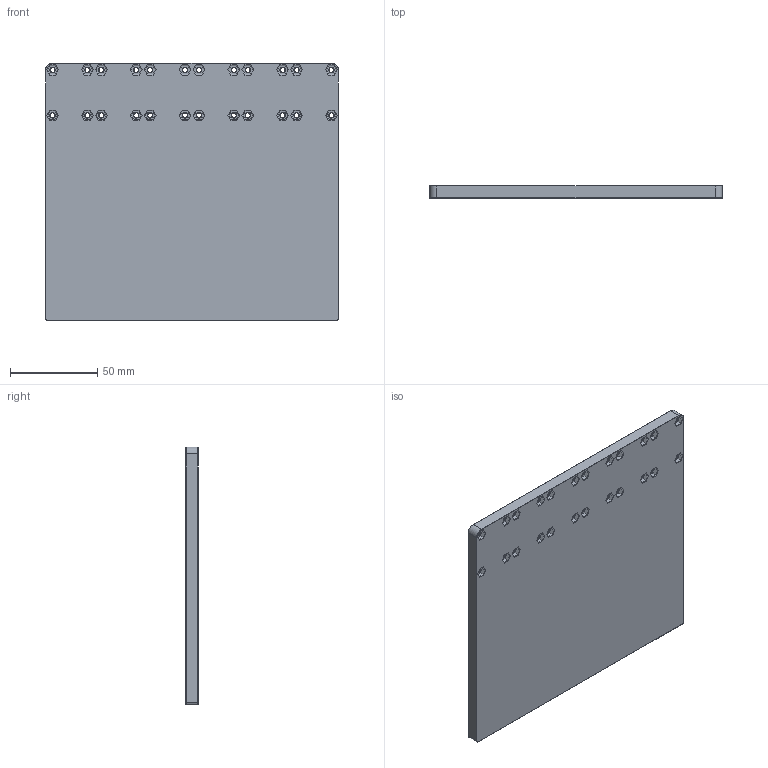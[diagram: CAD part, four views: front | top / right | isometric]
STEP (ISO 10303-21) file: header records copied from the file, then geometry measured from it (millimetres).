
FILE_DESCRIPTION(/* description */ (''),/* implementation_level */ '2;1');
FILE_NAME(/* name */ 'base 1660-1 3dp.step',/* time_stamp */ '2023-01-10T20:21:37+01:00',/* author */ (''),/* organization */ (''),/* preprocessor_version */ 'ST-DEVELOPER v19.2',/* originating_system */ 'Autodesk Translation Framework v11.17.0.187',/* authorisation */ '');
FILE_SCHEMA (('AUTOMOTIVE_DESIGN { 1 0 10303 214 3 1 1 }'));
Length unit declared in the file: millimetre
Products named in the file (1): Base Plate
Bounding box: 168 x 7 x 148 mm (x, y, z)
Volume: 157952.6 mm3; surface area: 57572.3 mm2
Topology: 1 solids, 1 shells, 608 faces, 1448 edges, 872 vertices
Faces by surface type: plane 380, cone 128, cylinder 100
Full cylindrical faces by diameter (mm): 2.7 x24
Entity records: 17293 total; most frequent: DIRECTION 3018, CARTESIAN_POINT 2929, ORIENTED_EDGE 2896, EDGE_CURVE 1448, LINE 1096, VECTOR 1096, AXIS2_PLACEMENT_3D 961, VERTEX_POINT 872
